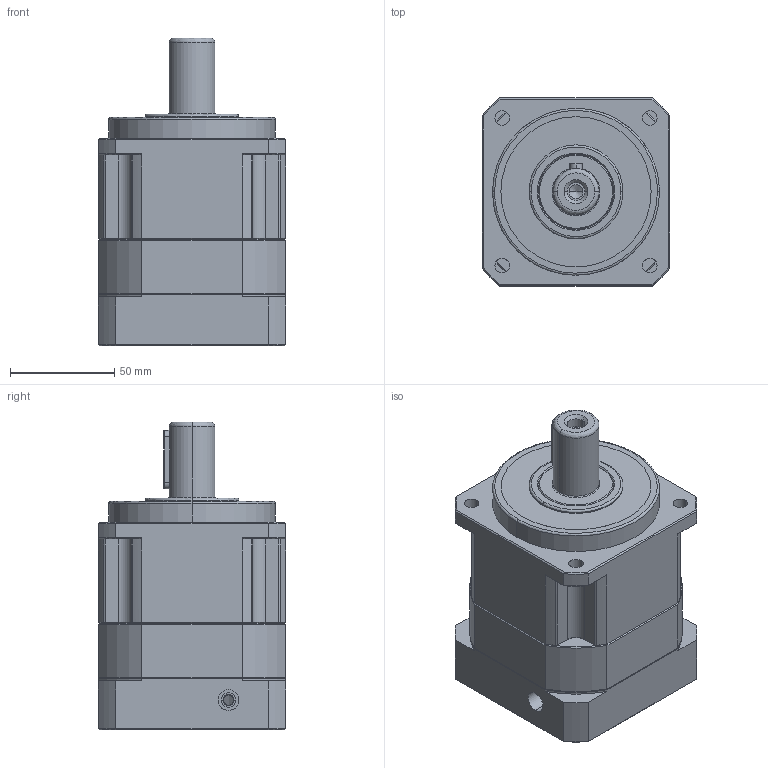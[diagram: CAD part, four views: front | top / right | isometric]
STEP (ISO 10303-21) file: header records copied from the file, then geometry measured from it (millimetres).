
FILE_DESCRIPTION (( 'STEP AP214' ), '1' );
FILE_NAME ('SB090-L1-19-70-90-M5-M6.STEP', '2021-12-18T05:17:04', ( 'admin' ), ( '' ), 'SwSTEP 2.0', 'SolidWorks 2013', '' );
FILE_SCHEMA (( 'AUTOMOTIVE_DESIGN' ));
Length unit declared in the file: millimetre
Products named in the file (4): SB090-70-90M6; SB090_X2_58F34F537AEF_X0_-19; SB090_X2_8F9351FA7AEF_X0_; SB090-L1-19-70-90-M5-M6
Assembly tree (3 placements, depth 2):
  SB090-L1-19-70-90-M5-M6
    SB090_X2_8F9351FA7AEF_X0_
    SB090_X2_58F34F537AEF_X0_-19
    SB090-70-90M6
Bounding box: 90 x 90 x 147.5 mm (x, y, z)
Volume: 734084.3 mm3; surface area: 100299.9 mm2
Topology: 3 solids, 3 shells, 320 faces, 803 edges, 495 vertices
Faces by surface type: cylinder 122, plane 101, cone 83, bspline 14
Entity records: 14079 total; most frequent: CARTESIAN_POINT 2833, DIRECTION 1619, ORIENTED_EDGE 1570, EDGE_CURVE 785, AXIS2_PLACEMENT_3D 643, VERTEX_POINT 495, EDGE_LOOP 374, LINE 333
